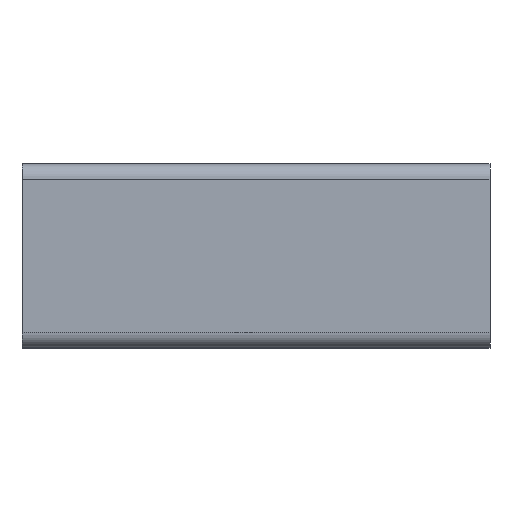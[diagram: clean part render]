
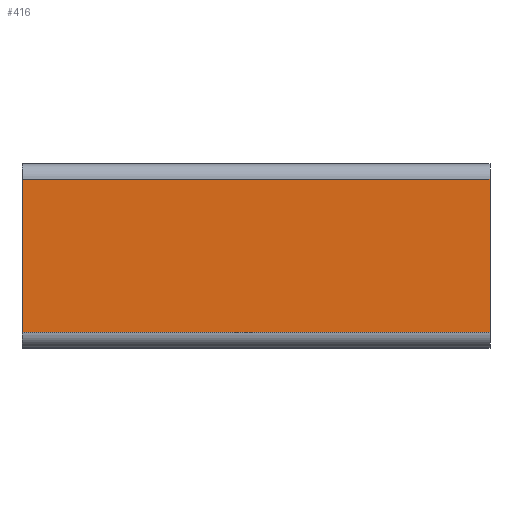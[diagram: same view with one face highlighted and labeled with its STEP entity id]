
A CAD part, top view. The second image highlights one B-rep face of the part: STEP entity #416.
In plain terms, the highlighted planar face has unit normal (0, 0, 1).
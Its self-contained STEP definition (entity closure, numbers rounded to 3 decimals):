
#396=AXIS2_PLACEMENT_3D('Plane Axis2P3D',#393,#394,#395) ;
#91=CARTESIAN_POINT('Vertex',(0.,0.2,12.219)) ;
#94=CARTESIAN_POINT('Line Origine',(0.,1.2,12.219)) ;
#98=CARTESIAN_POINT('Vertex',(0.,2.2,12.219)) ;
#374=CARTESIAN_POINT('Line Origine',(8.3,0.2,12.219)) ;
#378=CARTESIAN_POINT('Vertex',(6.1,0.2,12.219)) ;
#393=CARTESIAN_POINT('Axis2P3D Location',(1.3,2.2,12.219)) ;
#398=CARTESIAN_POINT('Line Origine',(6.1,1.2,12.219)) ;
#402=CARTESIAN_POINT('Vertex',(6.1,2.2,12.219)) ;
#405=CARTESIAN_POINT('Line Origine',(3.05,2.2,12.219)) ;
#95=DIRECTION('Vector Direction',(0.,1.,0.)) ;
#375=DIRECTION('Vector Direction',(1.,0.,0.)) ;
#394=DIRECTION('Axis2P3D Direction',(0.,0.,-1.)) ;
#395=DIRECTION('Axis2P3D XDirection',(0.,-1.,0.)) ;
#399=DIRECTION('Vector Direction',(0.,-1.,0.)) ;
#406=DIRECTION('Vector Direction',(-1.,0.,0.)) ;
#96=VECTOR('Line Direction',#95,1.) ;
#376=VECTOR('Line Direction',#375,1.) ;
#400=VECTOR('Line Direction',#399,1.) ;
#407=VECTOR('Line Direction',#406,1.) ;
#411=ORIENTED_EDGE('',*,*,#404,.F.) ;
#412=ORIENTED_EDGE('',*,*,#409,.T.) ;
#413=ORIENTED_EDGE('',*,*,#100,.T.) ;
#414=ORIENTED_EDGE('',*,*,#380,.F.) ;
#416=ADVANCED_FACE('ISGF',(#415),#397,.F.) ;
#100=EDGE_CURVE('',#99,#92,#97,.F.) ;
#380=EDGE_CURVE('',#379,#92,#377,.F.) ;
#404=EDGE_CURVE('',#403,#379,#401,.T.) ;
#409=EDGE_CURVE('',#403,#99,#408,.T.) ;
#410=EDGE_LOOP('',(#411,#412,#413,#414)) ;
#415=FACE_OUTER_BOUND('',#410,.T.) ;
#97=LINE('Line',#94,#96) ;
#377=LINE('Line',#374,#376) ;
#401=LINE('Line',#398,#400) ;
#408=LINE('Line',#405,#407) ;
#397=PLANE('',#396) ;
#92=VERTEX_POINT('',#91) ;
#99=VERTEX_POINT('',#98) ;
#379=VERTEX_POINT('',#378) ;
#403=VERTEX_POINT('',#402) ;
